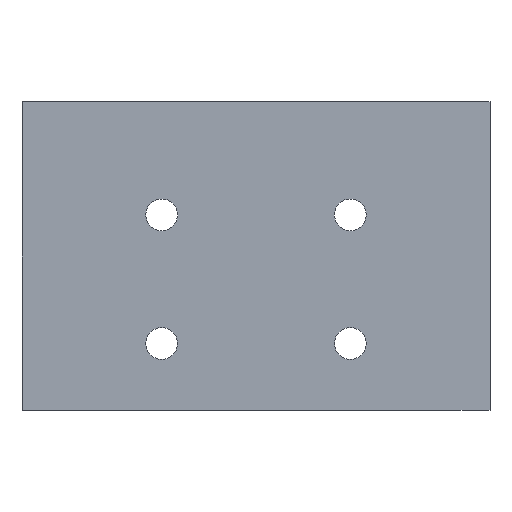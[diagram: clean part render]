
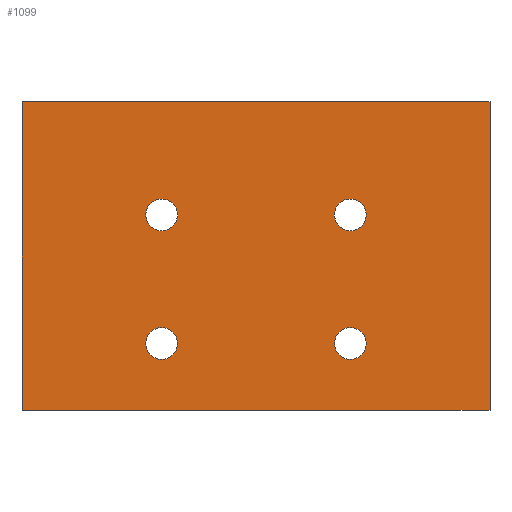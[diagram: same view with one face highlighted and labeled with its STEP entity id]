
A CAD part, front view. The second image highlights one B-rep face of the part: STEP entity #1099.
In plain terms, the highlighted planar face has unit normal (0, -1, 0).
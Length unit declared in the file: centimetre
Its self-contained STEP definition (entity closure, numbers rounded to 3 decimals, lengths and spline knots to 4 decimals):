
#35=FACE_BOUND($,#233,.T.);
#36=FACE_BOUND($,#234,.T.);
#37=FACE_BOUND($,#235,.T.);
#38=FACE_BOUND($,#236,.T.);
#106=CIRCLE($,#1176,0.185);
#107=CIRCLE($,#1178,0.185);
#108=CIRCLE($,#1180,0.185);
#109=CIRCLE($,#1182,0.185);
#161=FACE_OUTER_BOUND($,#232,.T.);
#232=EDGE_LOOP($,(#889,#890,#891,#892));
#233=EDGE_LOOP($,(#893));
#234=EDGE_LOOP($,(#894));
#235=EDGE_LOOP($,(#895));
#236=EDGE_LOOP($,(#896));
#331=LINE($,#1700,#434);
#353=LINE($,#1762,#456);
#354=LINE($,#1764,#457);
#355=LINE($,#1765,#458);
#434=VECTOR($,#1374,1.);
#456=VECTOR($,#1436,1.);
#457=VECTOR($,#1437,1.);
#458=VECTOR($,#1438,1.);
#540=VERTEX_POINT($,#1697);
#541=VERTEX_POINT($,#1699);
#550=VERTEX_POINT($,#1723);
#551=VERTEX_POINT($,#1726);
#552=VERTEX_POINT($,#1729);
#553=VERTEX_POINT($,#1732);
#561=VERTEX_POINT($,#1761);
#562=VERTEX_POINT($,#1763);
#661=EDGE_CURVE($,#540,#541,#331,.T.);
#673=EDGE_CURVE($,#550,#550,#106,.F.);
#674=EDGE_CURVE($,#551,#551,#107,.F.);
#675=EDGE_CURVE($,#552,#552,#108,.F.);
#676=EDGE_CURVE($,#553,#553,#109,.F.);
#691=EDGE_CURVE($,#540,#561,#353,.T.);
#692=EDGE_CURVE($,#562,#561,#354,.F.);
#693=EDGE_CURVE($,#541,#562,#355,.T.);
#889=ORIENTED_EDGE($,*,*,#691,.T.);
#890=ORIENTED_EDGE($,*,*,#692,.F.);
#891=ORIENTED_EDGE($,*,*,#693,.F.);
#892=ORIENTED_EDGE($,*,*,#661,.F.);
#893=ORIENTED_EDGE($,*,*,#673,.F.);
#894=ORIENTED_EDGE($,*,*,#674,.F.);
#895=ORIENTED_EDGE($,*,*,#675,.F.);
#896=ORIENTED_EDGE($,*,*,#676,.F.);
#1050=PLANE($,#1188);
#1099=ADVANCED_FACE($,(#161,#35,#36,#37,#38),#1050,.F.);
#1176=AXIS2_PLACEMENT_3D($,#1724,#1396,#1397);
#1178=AXIS2_PLACEMENT_3D($,#1727,#1400,#1401);
#1180=AXIS2_PLACEMENT_3D($,#1730,#1404,#1405);
#1182=AXIS2_PLACEMENT_3D($,#1733,#1408,#1409);
#1188=AXIS2_PLACEMENT_3D($,#1760,#1434,#1435);
#1374=DIRECTION($,(0.,0.,-1.));
#1396=DIRECTION('center_axis',(0.,1.,0.));
#1397=DIRECTION('ref_axis',(-1.,0.,0.));
#1400=DIRECTION('center_axis',(0.,1.,0.));
#1401=DIRECTION('ref_axis',(-1.,0.,0.));
#1404=DIRECTION('center_axis',(0.,1.,0.));
#1405=DIRECTION('ref_axis',(-1.,0.,0.));
#1408=DIRECTION('center_axis',(0.,1.,0.));
#1409=DIRECTION('ref_axis',(-1.,0.,0.));
#1434=DIRECTION('center_axis',(0.,1.,0.));
#1435=DIRECTION('ref_axis',(0.,0.,1.));
#1436=DIRECTION($,(-1.,0.,0.));
#1437=DIRECTION($,(0.,0.,-1.));
#1438=DIRECTION($,(-1.,0.,0.));
#1697=CARTESIAN_POINT('',(5.13,-1.705,3.2));
#1699=CARTESIAN_POINT('',(5.13,-1.705,-0.4));
#1700=CARTESIAN_POINT($,(5.13,-1.705,1.5023));
#1723=CARTESIAN_POINT('',(1.485,-1.705,1.8798));
#1724=CARTESIAN_POINT('Origin',(1.3,-1.705,1.8798));
#1726=CARTESIAN_POINT('',(3.685,-1.705,1.8798));
#1727=CARTESIAN_POINT('Origin',(3.5,-1.705,1.8798));
#1729=CARTESIAN_POINT('',(1.485,-1.705,0.3798));
#1730=CARTESIAN_POINT('Origin',(1.3,-1.705,0.3798));
#1732=CARTESIAN_POINT('',(3.685,-1.705,0.3798));
#1733=CARTESIAN_POINT('Origin',(3.5,-1.705,0.3798));
#1760=CARTESIAN_POINT('Origin',(2.4,-1.705,1.4045));
#1761=CARTESIAN_POINT('',(-0.33,-1.705,3.2));
#1762=CARTESIAN_POINT($,(2.4597,-1.705,3.2));
#1763=CARTESIAN_POINT('',(-0.33,-1.705,-0.4));
#1764=CARTESIAN_POINT($,(-0.33,-1.705,1.5023));
#1765=CARTESIAN_POINT($,(2.4,-1.705,-0.4));
